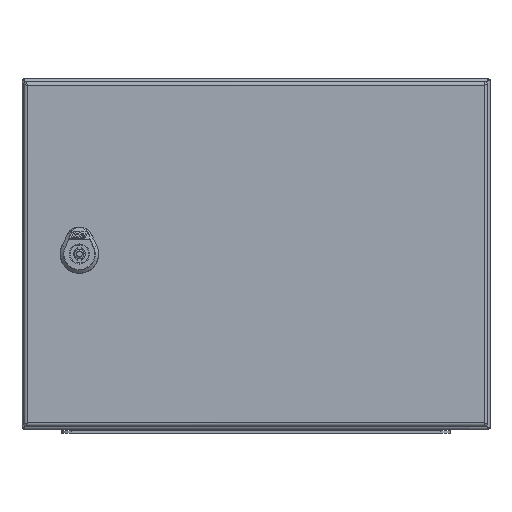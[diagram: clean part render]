
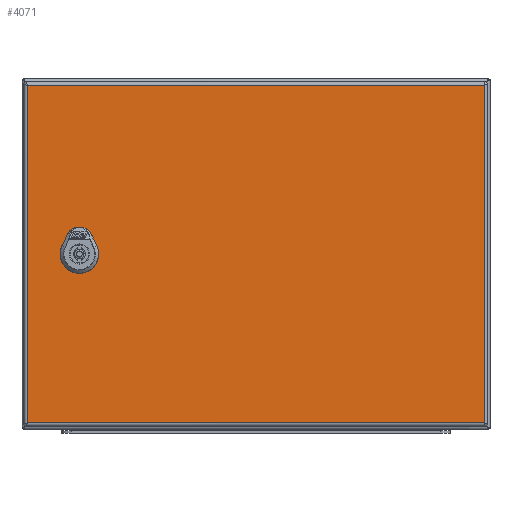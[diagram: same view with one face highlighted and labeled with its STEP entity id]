
A CAD part, top view. The second image highlights one B-rep face of the part: STEP entity #4071.
In plain terms, the highlighted face is planar.
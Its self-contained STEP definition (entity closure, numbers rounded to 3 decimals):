
#722=FACE_BOUND('',#6318,.T.);
#723=FACE_BOUND('',#6319,.T.);
#4071=ADVANCED_FACE('',(#722,#723),#4775,.F.);
#4775=PLANE('',#19161);
#6318=EDGE_LOOP('',(#10241,#10242,#10243,#10244,#10245,#10246,#10247,#10248));
#6319=EDGE_LOOP('',(#10249,#10250,#10251,#10252));
#7301=CIRCLE('',#19157,11.25);
#7302=CIRCLE('',#19158,11.25);
#7303=CIRCLE('',#19159,11.25);
#7304=CIRCLE('',#19160,11.25);
#10241=ORIENTED_EDGE('',*,*,#14989,.T.);
#10242=ORIENTED_EDGE('',*,*,#14990,.T.);
#10243=ORIENTED_EDGE('',*,*,#14991,.T.);
#10244=ORIENTED_EDGE('',*,*,#14992,.T.);
#10245=ORIENTED_EDGE('',*,*,#14993,.T.);
#10246=ORIENTED_EDGE('',*,*,#14994,.T.);
#10247=ORIENTED_EDGE('',*,*,#14995,.T.);
#10248=ORIENTED_EDGE('',*,*,#14996,.T.);
#10249=ORIENTED_EDGE('',*,*,#14997,.T.);
#10250=ORIENTED_EDGE('',*,*,#14998,.T.);
#10251=ORIENTED_EDGE('',*,*,#14999,.T.);
#10252=ORIENTED_EDGE('',*,*,#15000,.T.);
#13142=VERTEX_POINT('',#31660);
#13143=VERTEX_POINT('',#31661);
#13144=VERTEX_POINT('',#31663);
#13145=VERTEX_POINT('',#31665);
#13146=VERTEX_POINT('',#31667);
#13147=VERTEX_POINT('',#31669);
#13148=VERTEX_POINT('',#31671);
#13149=VERTEX_POINT('',#31673);
#13150=VERTEX_POINT('',#31676);
#13151=VERTEX_POINT('',#31677);
#13152=VERTEX_POINT('',#31679);
#13153=VERTEX_POINT('',#31681);
#14989=EDGE_CURVE('',#13142,#13143,#16660,.T.);
#14990=EDGE_CURVE('',#13143,#13144,#7301,.T.);
#14991=EDGE_CURVE('',#13144,#13145,#16661,.T.);
#14992=EDGE_CURVE('',#13145,#13146,#7302,.T.);
#14993=EDGE_CURVE('',#13146,#13147,#16662,.T.);
#14994=EDGE_CURVE('',#13147,#13148,#7303,.T.);
#14995=EDGE_CURVE('',#13148,#13149,#16663,.T.);
#14996=EDGE_CURVE('',#13149,#13142,#7304,.T.);
#14997=EDGE_CURVE('',#13150,#13151,#16664,.T.);
#14998=EDGE_CURVE('',#13151,#13152,#16665,.T.);
#14999=EDGE_CURVE('',#13152,#13153,#16666,.T.);
#15000=EDGE_CURVE('',#13153,#13150,#16667,.T.);
#16660=LINE('',#31659,#17834);
#16661=LINE('',#31664,#17835);
#16662=LINE('',#31668,#17836);
#16663=LINE('',#31672,#17837);
#16664=LINE('',#31675,#17838);
#16665=LINE('',#31678,#17839);
#16666=LINE('',#31680,#17840);
#16667=LINE('',#31682,#17841);
#17834=VECTOR('',#22011,1.);
#17835=VECTOR('',#22014,1.);
#17836=VECTOR('',#22017,1.);
#17837=VECTOR('',#22020,1.);
#17838=VECTOR('',#22023,1.);
#17839=VECTOR('',#22024,1.);
#17840=VECTOR('',#22025,1.);
#17841=VECTOR('',#22026,1.);
#19157=AXIS2_PLACEMENT_3D('',#31662,#22012,#22013);
#19158=AXIS2_PLACEMENT_3D('',#31666,#22015,#22016);
#19159=AXIS2_PLACEMENT_3D('',#31670,#22018,#22019);
#19160=AXIS2_PLACEMENT_3D('',#31674,#22021,#22022);
#19161=AXIS2_PLACEMENT_3D('',#31683,#22027,#22028);
#22011=DIRECTION('',(-1.,0.,0.));
#22012=DIRECTION('',(0.,0.,1.));
#22013=DIRECTION('',(1.,0.,0.));
#22014=DIRECTION('',(0.,-1.,0.));
#22015=DIRECTION('',(0.,0.,1.));
#22016=DIRECTION('',(1.,0.,0.));
#22017=DIRECTION('',(1.,0.,0.));
#22018=DIRECTION('',(0.,0.,1.));
#22019=DIRECTION('',(1.,0.,0.));
#22020=DIRECTION('',(0.,1.,0.));
#22021=DIRECTION('',(0.,0.,1.));
#22022=DIRECTION('',(1.,0.,0.));
#22023=DIRECTION('',(0.,1.,0.));
#22024=DIRECTION('',(1.,0.,0.));
#22025=DIRECTION('',(0.,-1.,0.));
#22026=DIRECTION('',(-1.,0.,0.));
#22027=DIRECTION('',(0.,0.,1.));
#22028=DIRECTION('',(-1.,0.,0.));
#31659=CARTESIAN_POINT('',(-195.65,10.2,0.));
#31660=CARTESIAN_POINT('',(155.396,10.2,0.));
#31661=CARTESIAN_POINT('',(145.904,10.2,0.));
#31662=CARTESIAN_POINT('',(150.65,0.,0.));
#31663=CARTESIAN_POINT('',(140.45,4.746,0.));
#31664=CARTESIAN_POINT('',(140.45,-144.7,0.));
#31665=CARTESIAN_POINT('',(140.45,-4.746,0.));
#31666=CARTESIAN_POINT('',(150.65,0.,0.));
#31667=CARTESIAN_POINT('',(145.904,-10.2,0.));
#31668=CARTESIAN_POINT('',(-195.65,-10.2,0.));
#31669=CARTESIAN_POINT('',(155.396,-10.2,0.));
#31670=CARTESIAN_POINT('',(150.65,0.,0.));
#31671=CARTESIAN_POINT('',(160.85,-4.746,0.));
#31672=CARTESIAN_POINT('',(160.85,-144.7,0.));
#31673=CARTESIAN_POINT('',(160.85,4.746,0.));
#31674=CARTESIAN_POINT('',(150.65,0.,0.));
#31675=CARTESIAN_POINT('',(-195.35,-144.7,0.));
#31676=CARTESIAN_POINT('',(-195.35,-144.4,0.));
#31677=CARTESIAN_POINT('',(-195.35,144.4,0.));
#31678=CARTESIAN_POINT('',(-195.65,144.4,0.));
#31679=CARTESIAN_POINT('',(195.35,144.4,0.));
#31680=CARTESIAN_POINT('',(195.35,-144.7,0.));
#31681=CARTESIAN_POINT('',(195.35,-144.4,0.));
#31682=CARTESIAN_POINT('',(-195.65,-144.4,0.));
#31683=CARTESIAN_POINT('',(-195.65,-144.7,0.));
